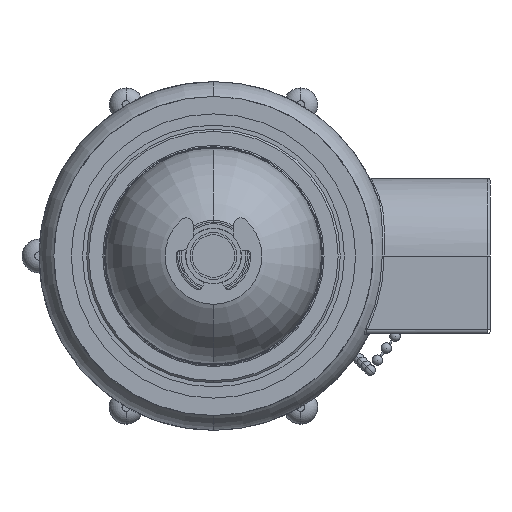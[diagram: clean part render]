
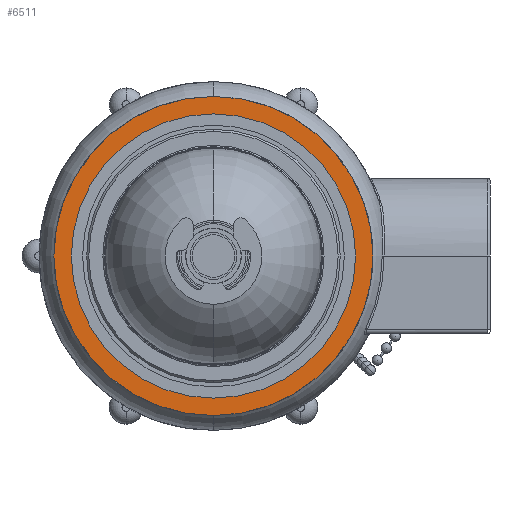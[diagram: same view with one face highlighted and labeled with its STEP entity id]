
A CAD part, front view. The second image highlights one B-rep face of the part: STEP entity #6511.
In plain terms, the highlighted planar face has unit normal (0, -1, 0).
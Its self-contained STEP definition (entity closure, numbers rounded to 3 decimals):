
#88 = CARTESIAN_POINT ( 'NONE',  ( 0., 0., 37.5 ) ) ;
#949 = EDGE_CURVE ( 'NONE', #9706, #17391, #17673, .T. ) ;
#1403 = AXIS2_PLACEMENT_3D ( 'NONE', #16274, #11672, #13064 ) ;
#1433 = DIRECTION ( 'NONE',  ( 0., 0., 1. ) ) ;
#3108 = CIRCLE ( 'NONE', #13155, 37.5 ) ;
#4979 = AXIS2_PLACEMENT_3D ( 'NONE', #6959, #10116, #11647 ) ;
#5171 = PLANE ( 'NONE',  #1403 ) ;
#5771 = CARTESIAN_POINT ( 'NONE',  ( 0., 0., -37.5 ) ) ;
#6479 = DIRECTION ( 'NONE',  ( 0., 1., 0. ) ) ;
#6511 = ADVANCED_FACE ( 'NONE', ( #12881, #19010 ), #5171, .T. ) ;
#6679 = EDGE_LOOP ( 'NONE', ( #10934, #17182 ) ) ;
#6765 = EDGE_CURVE ( 'NONE', #8926, #11426, #18537, .T. ) ;
#6959 = CARTESIAN_POINT ( 'NONE',  ( 0., 0., 0. ) ) ;
#7173 = CARTESIAN_POINT ( 'NONE',  ( 0., 0., -33.4 ) ) ;
#8085 = AXIS2_PLACEMENT_3D ( 'NONE', #18672, #6479, #12660 ) ;
#8815 = DIRECTION ( 'NONE',  ( 0., 1., 0. ) ) ;
#8915 = DIRECTION ( 'NONE',  ( 0., 0., 1. ) ) ;
#8926 = VERTEX_POINT ( 'NONE', #7173 ) ;
#9706 = VERTEX_POINT ( 'NONE', #88 ) ;
#10116 = DIRECTION ( 'NONE',  ( 0., 1., 0. ) ) ;
#10934 = ORIENTED_EDGE ( 'NONE', *, *, #949, .F. ) ;
#11087 = EDGE_LOOP ( 'NONE', ( #12441, #13792 ) ) ;
#11426 = VERTEX_POINT ( 'NONE', #17073 ) ;
#11647 = DIRECTION ( 'NONE',  ( 0., 0., 1. ) ) ;
#11672 = DIRECTION ( 'NONE',  ( 0., -1., 0. ) ) ;
#12441 = ORIENTED_EDGE ( 'NONE', *, *, #18085, .T. ) ;
#12660 = DIRECTION ( 'NONE',  ( 0., 0., 1. ) ) ;
#12881 = FACE_BOUND ( 'NONE', #11087, .T. ) ;
#13064 = DIRECTION ( 'NONE',  ( 0., 0., -1. ) ) ;
#13155 = AXIS2_PLACEMENT_3D ( 'NONE', #14107, #17240, #1433 ) ;
#13353 = CARTESIAN_POINT ( 'NONE',  ( 0., 0., 0. ) ) ;
#13792 = ORIENTED_EDGE ( 'NONE', *, *, #6765, .T. ) ;
#14107 = CARTESIAN_POINT ( 'NONE',  ( 0., 0., 0. ) ) ;
#14576 = EDGE_CURVE ( 'NONE', #17391, #9706, #3108, .T. ) ;
#16274 = CARTESIAN_POINT ( 'NONE',  ( -37.5, 0., 0. ) ) ;
#16805 = CIRCLE ( 'NONE', #8085, 33.4 ) ;
#17073 = CARTESIAN_POINT ( 'NONE',  ( 0., 0., 33.4 ) ) ;
#17182 = ORIENTED_EDGE ( 'NONE', *, *, #14576, .F. ) ;
#17240 = DIRECTION ( 'NONE',  ( 0., 1., 0. ) ) ;
#17391 = VERTEX_POINT ( 'NONE', #5771 ) ;
#17673 = CIRCLE ( 'NONE', #18629, 37.5 ) ;
#18085 = EDGE_CURVE ( 'NONE', #11426, #8926, #16805, .T. ) ;
#18537 = CIRCLE ( 'NONE', #4979, 33.4 ) ;
#18629 = AXIS2_PLACEMENT_3D ( 'NONE', #13353, #8815, #8915 ) ;
#18672 = CARTESIAN_POINT ( 'NONE',  ( 0., 0., 0. ) ) ;
#19010 = FACE_OUTER_BOUND ( 'NONE', #6679, .T. ) ;
